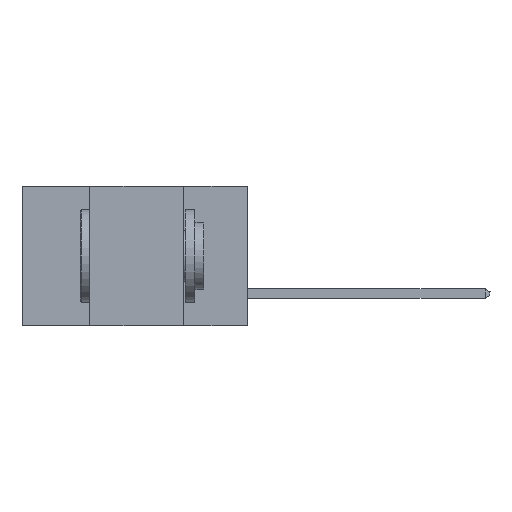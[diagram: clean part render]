
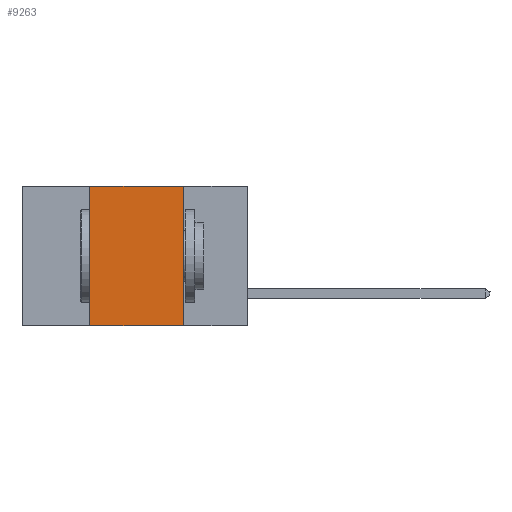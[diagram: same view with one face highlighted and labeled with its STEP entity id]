
A CAD part, left-side view. The second image highlights one B-rep face of the part: STEP entity #9263.
In plain terms, the highlighted planar face has unit normal (-1, 0, 0).
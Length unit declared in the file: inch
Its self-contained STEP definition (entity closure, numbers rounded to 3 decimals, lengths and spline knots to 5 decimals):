
#109 = DIRECTION ( 'NONE',  ( 1., 0., 0. ) ) ;
#312 = VERTEX_POINT ( 'NONE', #19119 ) ;
#1107 = CARTESIAN_POINT ( 'NONE',  ( 0., 0.17, -0.37 ) ) ;
#1593 = EDGE_CURVE ( 'NONE', #16270, #312, #19335, .T. ) ;
#1991 = ORIENTED_EDGE ( 'NONE', *, *, #12856, .T. ) ;
#4645 = DIRECTION ( 'NONE',  ( 0., 0., -1. ) ) ;
#4740 = FACE_OUTER_BOUND ( 'NONE', #7603, .T. ) ;
#6356 = VERTEX_POINT ( 'NONE', #20100 ) ;
#6641 = CARTESIAN_POINT ( 'NONE',  ( 0., 0.42, -0.37 ) ) ;
#6887 = DIRECTION ( 'NONE',  ( 0., -1., 0. ) ) ;
#6984 = DIRECTION ( 'NONE',  ( 0., 0., 1. ) ) ;
#7178 = EDGE_CURVE ( 'NONE', #312, #6356, #9935, .T. ) ;
#7603 = EDGE_LOOP ( 'NONE', ( #16805, #17288, #18969, #1991 ) ) ;
#8388 = CARTESIAN_POINT ( 'NONE',  ( 0., 0.6, 0. ) ) ;
#9263 = ADVANCED_FACE ( 'NONE', ( #4740 ), #12311, .F. ) ;
#9768 = VECTOR ( 'NONE', #11191, 39.37008 ) ;
#9935 = LINE ( 'NONE', #8388, #11961 ) ;
#10029 = DIRECTION ( 'NONE',  ( 0., -1., 0. ) ) ;
#10764 = EDGE_CURVE ( 'NONE', #6356, #12924, #11397, .T. ) ;
#11191 = DIRECTION ( 'NONE',  ( 0., 0., -1. ) ) ;
#11397 = LINE ( 'NONE', #17715, #9768 ) ;
#11875 = LINE ( 'NONE', #13510, #14700 ) ;
#11879 = VECTOR ( 'NONE', #6984, 39.37008 ) ;
#11961 = VECTOR ( 'NONE', #6887, 39.37008 ) ;
#12311 = PLANE ( 'NONE',  #16250 ) ;
#12856 = EDGE_CURVE ( 'NONE', #16270, #12924, #11875, .T. ) ;
#12924 = VERTEX_POINT ( 'NONE', #1107 ) ;
#13510 = CARTESIAN_POINT ( 'NONE',  ( 0., 0.6, -0.37 ) ) ;
#14700 = VECTOR ( 'NONE', #10029, 39.37008 ) ;
#15545 = CARTESIAN_POINT ( 'NONE',  ( 0., 0.6, 0. ) ) ;
#16250 = AXIS2_PLACEMENT_3D ( 'NONE', #15545, #109, #4645 ) ;
#16270 = VERTEX_POINT ( 'NONE', #6641 ) ;
#16805 = ORIENTED_EDGE ( 'NONE', *, *, #10764, .F. ) ;
#17288 = ORIENTED_EDGE ( 'NONE', *, *, #7178, .F. ) ;
#17715 = CARTESIAN_POINT ( 'NONE',  ( 0., 0.17, -0.37 ) ) ;
#17796 = CARTESIAN_POINT ( 'NONE',  ( 0., 0.42, -0.37 ) ) ;
#18969 = ORIENTED_EDGE ( 'NONE', *, *, #1593, .F. ) ;
#19119 = CARTESIAN_POINT ( 'NONE',  ( 0., 0.42, 0. ) ) ;
#19335 = LINE ( 'NONE', #17796, #11879 ) ;
#20100 = CARTESIAN_POINT ( 'NONE',  ( 0., 0.17, 0. ) ) ;
